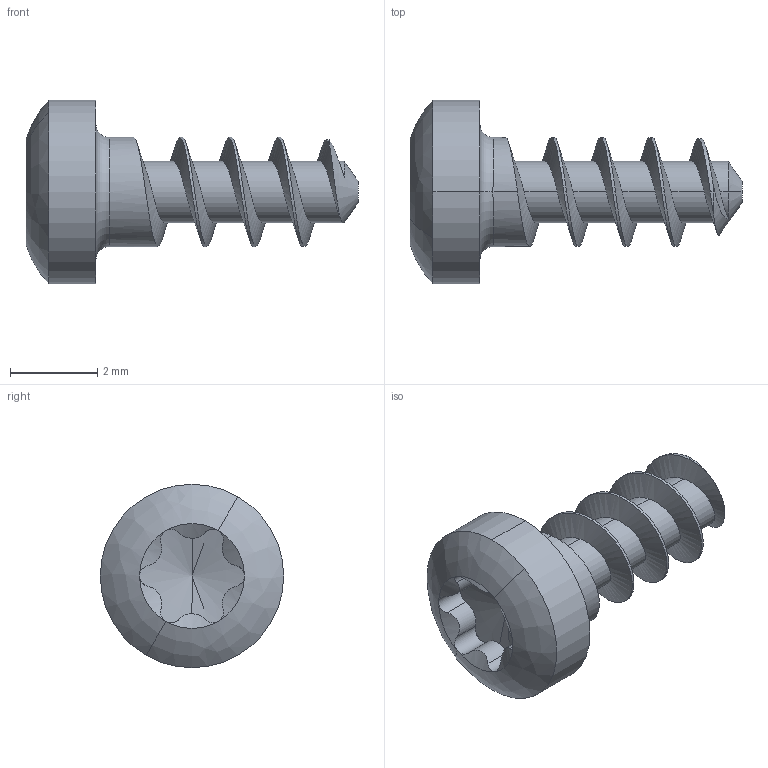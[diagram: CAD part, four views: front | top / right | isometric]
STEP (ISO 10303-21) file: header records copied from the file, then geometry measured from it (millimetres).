
FILE_DESCRIPTION (( 'STEP AP214' ), '1' );
FILE_NAME ('1789-A.STEP', '2016-10-03T15:04:50', ( '' ), ( '' ), 'SwSTEP 2.0', 'SolidWorks 2015', '' );
FILE_SCHEMA (( 'AUTOMOTIVE_DESIGN' ));
Length unit declared in the file: millimetre
Products named in the file (1): 1789-A
Bounding box: 7.6 x 4.2 x 4.2 mm (x, y, z)
Volume: 31.8 mm3; surface area: 100.6 mm2
Topology: 1 solids, 1 shells, 61 faces, 155 edges, 95 vertices
Faces by surface type: cylinder 32, cone 14, plane 9, bspline 4, torus 2
Entity records: 2416 total; most frequent: CARTESIAN_POINT 1083, ORIENTED_EDGE 306, DIRECTION 244, EDGE_CURVE 153, AXIS2_PLACEMENT_3D 108, VERTEX_POINT 95, EDGE_LOOP 62, FACE_OUTER_BOUND 61
